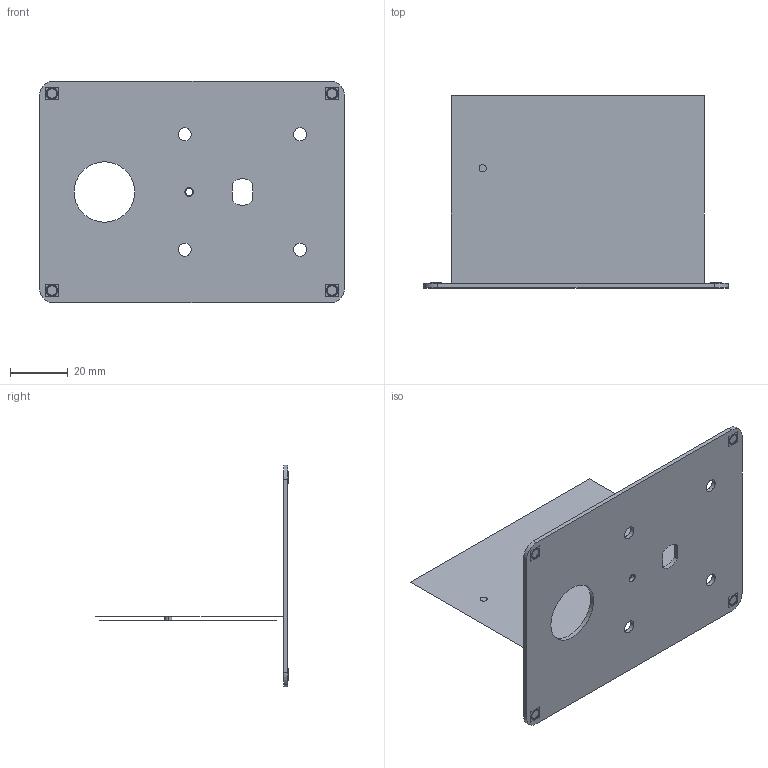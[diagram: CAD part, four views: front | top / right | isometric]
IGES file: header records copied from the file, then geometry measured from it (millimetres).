
Start section:  PTC IGES file: MZ TEMP.igs
Global section: file name: MZ TEMP.igs; native system: Pro/ENGINEER by Parametric Technology Corporation; preprocessor: 2010180; author: user; organization: Unknown; date: 20130103.140119; units: millimetre
Bounding box: 105.8 x 66.94 x 77 mm (x, y, z)
Volume: 11426.1 mm3; surface area: 26405.9 mm2
Topology: 1 solids, 6 shells, 64 faces, 269 edges, 273 vertices
Faces by surface type: revolution 46, bspline 18
